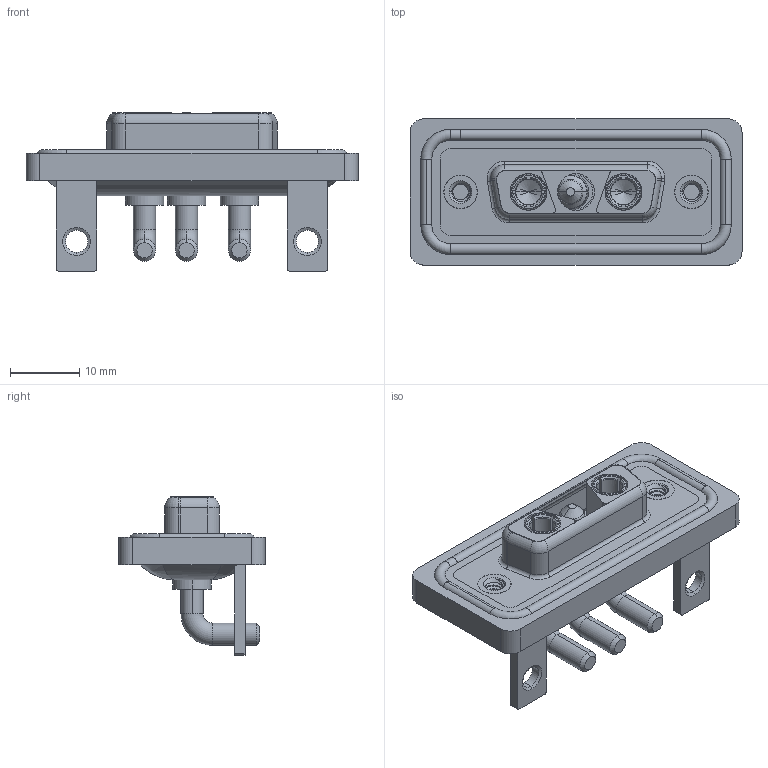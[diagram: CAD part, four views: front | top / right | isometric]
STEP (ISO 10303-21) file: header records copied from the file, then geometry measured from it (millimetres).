
FILE_DESCRIPTION (( 'STEP AP203' ), '1' );
FILE_NAME ('630W3WK3140-3N4.STEP', '2024-04-11T22:51:57', ( '' ), ( '' ), 'SwSTEP 2.0', 'SolidWorks 2023', '' );
FILE_SCHEMA (( 'CONFIG_CONTROL_DESIGN' ));
Length unit declared in the file: millimetre
Products named in the file (9): 630Combo Waterproof Housing_15 Contacts; 630Combo Shell Rear_15 Contacts; 630Combo Shell Front_15 Contacts; 630Combo Threaded Rivet_2; 630Combo Stabilizer Bracket_50 Contacts; Power Pin_30A RA; 630Combo Housing_3WK3; Power Socket_30A RA; 630W3WK3140-3N4
Assembly tree (11 placements, depth 2):
  630W3WK3140-3N4
    630Combo Housing_3WK3
    630Combo Shell Front_15 Contacts
    630Combo Shell Rear_15 Contacts
    630Combo Threaded Rivet_2  x2
    630Combo Stabilizer Bracket_50 Contacts  x2
    Power Socket_30A RA  x2
    Power Pin_30A RA
    630Combo Waterproof Housing_15 Contacts
Bounding box: 47.9 x 21.1 x 22.8 mm (x, y, z)
Volume: 6482.6 mm3; surface area: 10529 mm2
Topology: 15 solids, 15 shells, 643 faces, 1616 edges, 1022 vertices
Faces by surface type: cylinder 288, plane 198, torus 87, cone 57, bspline 13
Entity records: 18299 total; most frequent: CARTESIAN_POINT 4864, DIRECTION 2746, ORIENTED_EDGE 2534, EDGE_CURVE 1267, AXIS2_PLACEMENT_3D 1098, VERTEX_POINT 803, CIRCLE 580, EDGE_LOOP 566
